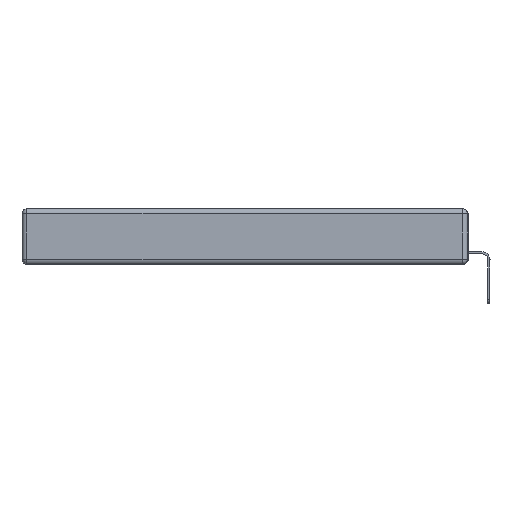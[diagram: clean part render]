
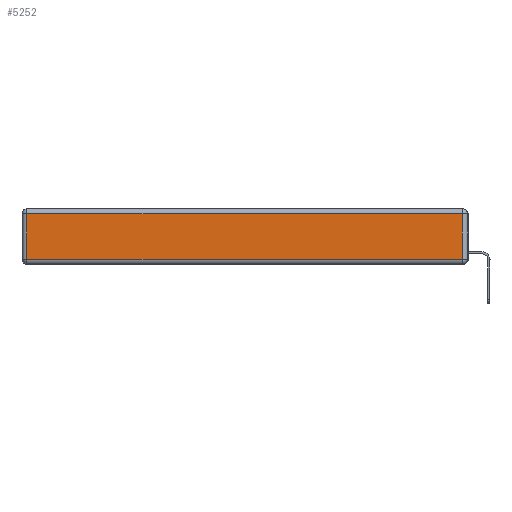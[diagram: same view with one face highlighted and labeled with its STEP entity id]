
A CAD part, left-side view. The second image highlights one B-rep face of the part: STEP entity #5252.
In plain terms, the highlighted planar face has unit normal (-1, 0, 0).
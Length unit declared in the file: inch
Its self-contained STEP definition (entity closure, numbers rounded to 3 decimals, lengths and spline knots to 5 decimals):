
#45 = LINE ( 'NONE', #13398, #2695 ) ;
#797 = CARTESIAN_POINT ( 'NONE',  ( 0., 0., -0.313 ) ) ;
#1568 = EDGE_CURVE ( 'NONE', #2592, #2106, #2228, .T. ) ;
#1745 = VECTOR ( 'NONE', #4204, 39.37008 ) ;
#2106 = VERTEX_POINT ( 'NONE', #6271 ) ;
#2195 = ORIENTED_EDGE ( 'NONE', *, *, #6794, .T. ) ;
#2228 = LINE ( 'NONE', #4946, #7905 ) ;
#2592 = VERTEX_POINT ( 'NONE', #3535 ) ;
#2695 = VECTOR ( 'NONE', #6562, 39.37008 ) ;
#3040 = ORIENTED_EDGE ( 'NONE', *, *, #9774, .T. ) ;
#3283 = EDGE_LOOP ( 'NONE', ( #3040, #4268, #6809, #2195 ) ) ;
#3535 = CARTESIAN_POINT ( 'NONE',  ( 0., 0.03, -0.313 ) ) ;
#3671 = AXIS2_PLACEMENT_3D ( 'NONE', #3980, #11228, #8189 ) ;
#3713 = CARTESIAN_POINT ( 'NONE',  ( 0., 2.72, -0.313 ) ) ;
#3980 = CARTESIAN_POINT ( 'NONE',  ( 0., 0., -0.343 ) ) ;
#4204 = DIRECTION ( 'NONE',  ( 0., -1., 0. ) ) ;
#4268 = ORIENTED_EDGE ( 'NONE', *, *, #1568, .T. ) ;
#4946 = CARTESIAN_POINT ( 'NONE',  ( 0., 0.03, -0.343 ) ) ;
#5252 = ADVANCED_FACE ( 'NONE', ( #12647 ), #11372, .T. ) ;
#6015 = DIRECTION ( 'NONE',  ( 0., 0., 1. ) ) ;
#6271 = CARTESIAN_POINT ( 'NONE',  ( 0., 0.03, -0.03 ) ) ;
#6562 = DIRECTION ( 'NONE',  ( 0., 0., -1. ) ) ;
#6794 = EDGE_CURVE ( 'NONE', #11646, #12385, #45, .T. ) ;
#6809 = ORIENTED_EDGE ( 'NONE', *, *, #9662, .T. ) ;
#7769 = VECTOR ( 'NONE', #12961, 39.37008 ) ;
#7905 = VECTOR ( 'NONE', #6015, 39.37008 ) ;
#8189 = DIRECTION ( 'NONE',  ( 0., 0., 1. ) ) ;
#9662 = EDGE_CURVE ( 'NONE', #2106, #11646, #10075, .T. ) ;
#9774 = EDGE_CURVE ( 'NONE', #12385, #2592, #13767, .T. ) ;
#10075 = LINE ( 'NONE', #11805, #7769 ) ;
#11228 = DIRECTION ( 'NONE',  ( -1., 0., 0. ) ) ;
#11372 = PLANE ( 'NONE',  #3671 ) ;
#11646 = VERTEX_POINT ( 'NONE', #13878 ) ;
#11805 = CARTESIAN_POINT ( 'NONE',  ( 0., 2.75, -0.03 ) ) ;
#12385 = VERTEX_POINT ( 'NONE', #3713 ) ;
#12647 = FACE_OUTER_BOUND ( 'NONE', #3283, .T. ) ;
#12961 = DIRECTION ( 'NONE',  ( 0., 1., 0. ) ) ;
#13398 = CARTESIAN_POINT ( 'NONE',  ( 0., 2.72, -0.343 ) ) ;
#13767 = LINE ( 'NONE', #797, #1745 ) ;
#13878 = CARTESIAN_POINT ( 'NONE',  ( 0., 2.72, -0.03 ) ) ;
